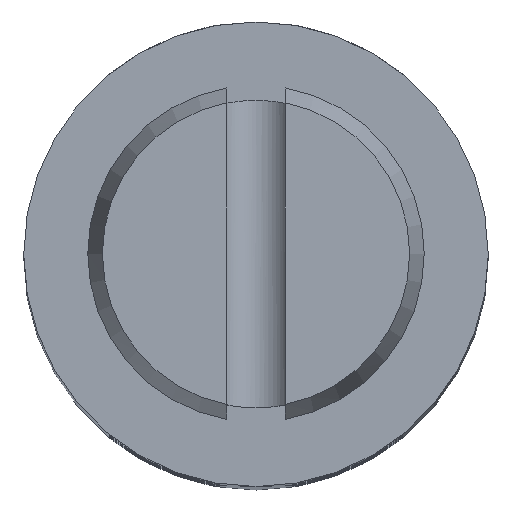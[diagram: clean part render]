
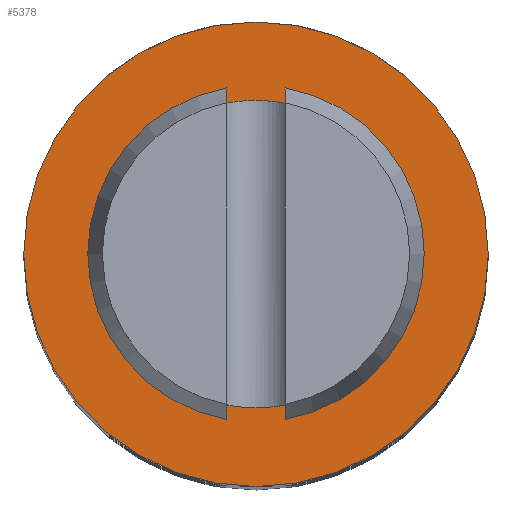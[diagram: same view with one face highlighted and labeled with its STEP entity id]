
A CAD part, top view. The second image highlights one B-rep face of the part: STEP entity #5378.
In plain terms, the highlighted planar face has unit normal (0, 0, 1).
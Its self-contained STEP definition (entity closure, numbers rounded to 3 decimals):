
#5225=CARTESIAN_POINT('',(0.0,2.1,0.889));
#5226=VERTEX_POINT('',#5225);
#5227=CARTESIAN_POINT('',(0.0,0.0,0.889));
#5228=DIRECTION('',(0.0,0.0,-1.0));
#5229=DIRECTION('',(0.0,1.0,0.0));
#5230=AXIS2_PLACEMENT_3D('',#5227,#5228,#5229);
#5231=CIRCLE('',#5230,2.1);
#5232=EDGE_CURVE('',#5226,#5226,#5231,.T.);
#5359=CARTESIAN_POINT('',(0.0,2.638,0.889));
#5360=DIRECTION('',(0.0,0.0,1.0));
#5361=DIRECTION('',(1.0,0.0,0.0));
#5362=AXIS2_PLACEMENT_3D('',#5359,#5360,#5361);
#5363=PLANE('',#5362);
#5364=CARTESIAN_POINT('',(0.0,3.175,0.889));
#5365=VERTEX_POINT('',#5364);
#5366=CARTESIAN_POINT('',(0.0,0.0,0.889));
#5367=DIRECTION('',(0.0,0.0,-1.0));
#5368=DIRECTION('',(0.0,1.0,0.0));
#5369=AXIS2_PLACEMENT_3D('',#5366,#5367,#5368);
#5370=CIRCLE('',#5369,3.175);
#5371=EDGE_CURVE('',#5365,#5365,#5370,.T.);
#5372=ORIENTED_EDGE('',*,*,#5371,.F.);
#5373=EDGE_LOOP('',(#5372));
#5374=FACE_OUTER_BOUND('',#5373,.T.);
#5375=ORIENTED_EDGE('',*,*,#5232,.T.);
#5376=EDGE_LOOP('',(#5375));
#5377=FACE_BOUND('',#5376,.T.);
#5378=ADVANCED_FACE('',(#5374,#5377),#5363,.T.);
